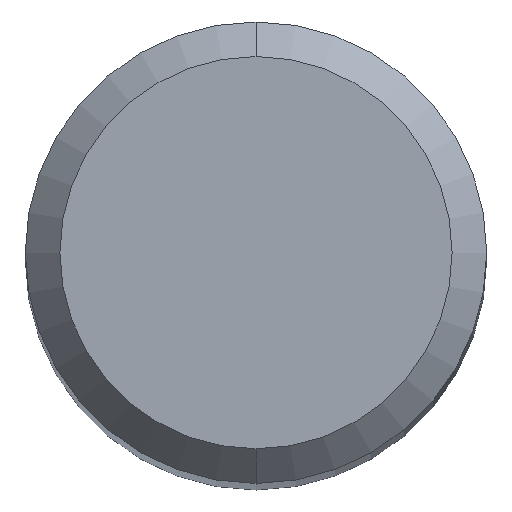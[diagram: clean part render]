
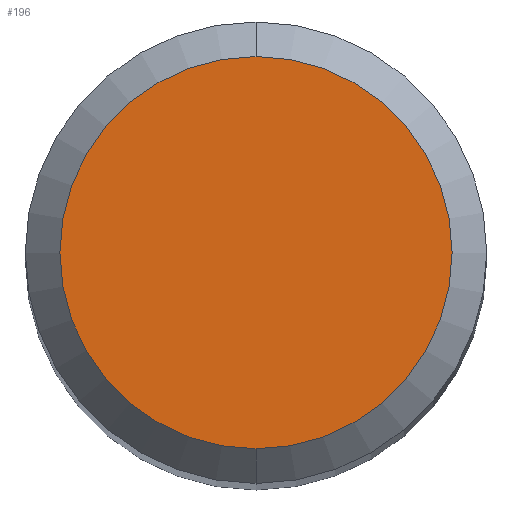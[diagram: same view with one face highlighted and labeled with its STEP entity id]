
A CAD part, top view. The second image highlights one B-rep face of the part: STEP entity #196.
In plain terms, the highlighted planar face has unit normal (0, 0, 1).
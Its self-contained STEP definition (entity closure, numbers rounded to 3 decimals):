
#136=VERTEX_POINT('',#306);
#150=VERTEX_POINT('',#322);
#196=ADVANCED_FACE('',(#373),#374,.T.);
#232=EDGE_CURVE('',#136,#150,#414,.T.);
#246=EDGE_CURVE('',#150,#136,#430,.T.);
#306=CARTESIAN_POINT('',(0.,-1.7,0.0));
#322=CARTESIAN_POINT('',(0.0,1.7,0.0));
#373=FACE_OUTER_BOUND('',#573,.T.);
#374=PLANE('',#574);
#414=CIRCLE('',#625,1.7);
#430=CIRCLE('',#645,1.7);
#573=EDGE_LOOP('',(#790,#791));
#574=AXIS2_PLACEMENT_3D('',#792,#793,#794);
#625=AXIS2_PLACEMENT_3D('',#842,#843,#844);
#645=AXIS2_PLACEMENT_3D('',#863,#864,#865);
#790=ORIENTED_EDGE('',*,*,#246,.F.);
#791=ORIENTED_EDGE('',*,*,#232,.F.);
#792=CARTESIAN_POINT('',(0.0,0.85,0.0));
#793=DIRECTION('',(-0.0,0.0,1.0));
#794=DIRECTION('',(0.0,-1.0,0.0));
#842=CARTESIAN_POINT('',(0.0,0.0,0.0));
#843=DIRECTION('',(0.0,0.0,-1.0));
#844=DIRECTION('',(0.0,1.0,0.0));
#863=CARTESIAN_POINT('',(0.0,0.0,0.0));
#864=DIRECTION('',(0.0,0.0,-1.0));
#865=DIRECTION('',(0.0,1.0,0.0));
